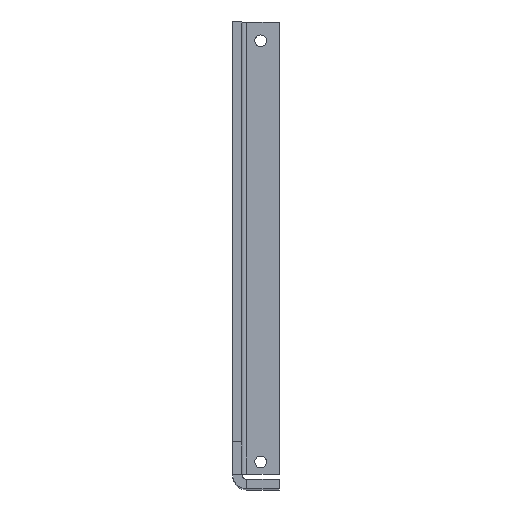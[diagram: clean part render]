
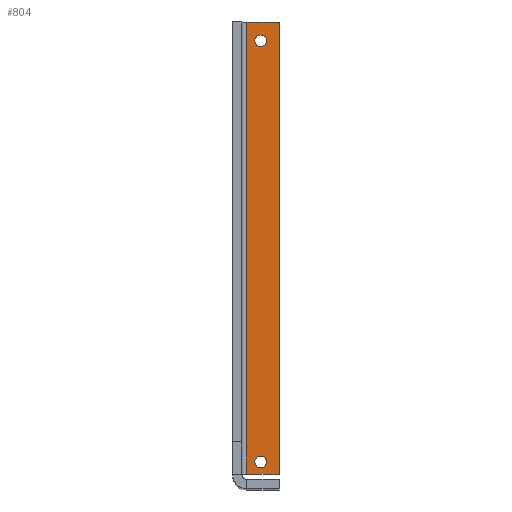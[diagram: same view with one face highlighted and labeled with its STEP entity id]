
A CAD part, top view. The second image highlights one B-rep face of the part: STEP entity #804.
In plain terms, the highlighted planar face has unit normal (0, 0, 1).
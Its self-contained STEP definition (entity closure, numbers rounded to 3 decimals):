
#67=FACE_BOUND('',#158,.T.);
#68=FACE_BOUND('',#159,.T.);
#84=PLANE('',#876);
#111=FACE_OUTER_BOUND('',#157,.T.);
#157=EDGE_LOOP('',(#581,#582,#583,#584));
#158=EDGE_LOOP('',(#585));
#159=EDGE_LOOP('',(#586));
#220=LINE('',#1116,#288);
#223=LINE('',#1122,#291);
#224=LINE('',#1124,#292);
#225=LINE('',#1125,#293);
#288=VECTOR('',#952,1.6);
#291=VECTOR('',#957,10.);
#292=VECTOR('',#958,10.);
#293=VECTOR('',#959,10.);
#350=CIRCLE('',#861,1.25);
#353=CIRCLE('',#865,1.25);
#367=VERTEX_POINT('',#1080);
#370=VERTEX_POINT('',#1088);
#379=VERTEX_POINT('',#1113);
#380=VERTEX_POINT('',#1115);
#382=VERTEX_POINT('',#1121);
#383=VERTEX_POINT('',#1123);
#441=EDGE_CURVE('',#367,#367,#350,.T.);
#445=EDGE_CURVE('',#370,#370,#353,.T.);
#457=EDGE_CURVE('',#380,#379,#220,.T.);
#460=EDGE_CURVE('',#379,#382,#223,.T.);
#461=EDGE_CURVE('',#382,#383,#224,.T.);
#462=EDGE_CURVE('',#383,#380,#225,.T.);
#581=ORIENTED_EDGE('',*,*,#460,.T.);
#582=ORIENTED_EDGE('',*,*,#461,.T.);
#583=ORIENTED_EDGE('',*,*,#462,.T.);
#584=ORIENTED_EDGE('',*,*,#457,.T.);
#585=ORIENTED_EDGE('',*,*,#441,.T.);
#586=ORIENTED_EDGE('',*,*,#445,.T.);
#804=ADVANCED_FACE('',(#111,#67,#68),#84,.T.);
#861=AXIS2_PLACEMENT_3D('',#1082,#916,#917);
#865=AXIS2_PLACEMENT_3D('',#1090,#925,#926);
#876=AXIS2_PLACEMENT_3D('',#1120,#955,#956);
#916=DIRECTION('center_axis',(0.,0.,
-1.));
#917=DIRECTION('ref_axis',(-1.,0.,0.));
#925=DIRECTION('center_axis',(0.,0.,
-1.));
#926=DIRECTION('ref_axis',(-1.,0.,0.));
#952=DIRECTION('',(-1.,0.,0.));
#955=DIRECTION('center_axis',(0.,0.,
1.));
#956=DIRECTION('ref_axis',(1.,0.,0.));
#957=DIRECTION('',(0.,-1.,0.));
#958=DIRECTION('',(1.,0.,0.));
#959=DIRECTION('',(0.,1.,0.));
#1080=CARTESIAN_POINT('',(7.25,96.,-169.));
#1082=CARTESIAN_POINT('Origin',(6.,96.,-169.));
#1088=CARTESIAN_POINT('',(7.25,6.,-169.));
#1090=CARTESIAN_POINT('Origin',(6.,6.,-169.));
#1113=CARTESIAN_POINT('',(3.,100.,-169.));
#1115=CARTESIAN_POINT('',(10.,100.,-169.));
#1116=CARTESIAN_POINT('',(-2.027,100.,-169.));
#1120=CARTESIAN_POINT('Origin',(5.243,51.707,-169.));
#1121=CARTESIAN_POINT('',(3.,3.414,-169.));
#1122=CARTESIAN_POINT('',(3.,51.707,-169.));
#1123=CARTESIAN_POINT('',(10.,3.414,-169.));
#1124=CARTESIAN_POINT('',(0.487,3.414,-169.));
#1125=CARTESIAN_POINT('',(10.,3.414,-169.));
